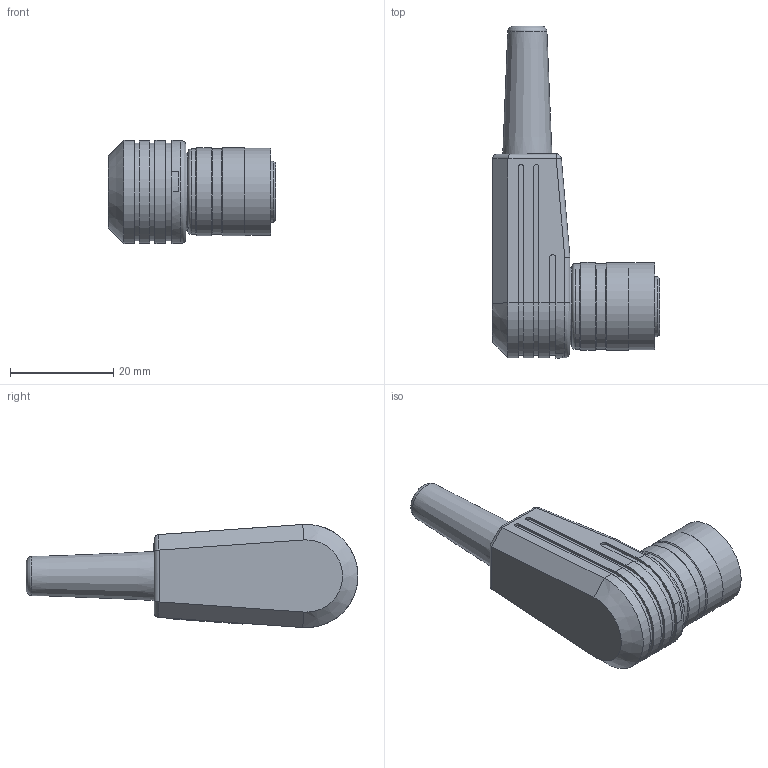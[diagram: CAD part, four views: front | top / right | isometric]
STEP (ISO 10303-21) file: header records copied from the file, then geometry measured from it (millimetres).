
FILE_DESCRIPTION(/* description */ (''),/* implementation_level */ '2;1');
FILE_NAME(/* name */ 't 3476 005 unxc001-01.stp',/* time_stamp */ '2019-07-08T17:30:01+02:00',/* author */ (''),/* organization */ (''),/* preprocessor_version */ 'ST-DEVELOPER v16.7',/* originating_system */ 'SIEMENS PLM Software NX 12.0',/* authorisation */ '');
FILE_SCHEMA (('AUTOMOTIVE_DESIGN { 1 0 10303 214 3 1 1 1 }'));
Length unit declared in the file: millimetre
Products named in the file (1): t 3476 005 unxc001-01
Bounding box: 32.35 x 64.3 x 19.95 mm (x, y, z)
Volume: 14033.2 mm3; surface area: 5520.6 mm2
Topology: 1 solids, 1 shells, 272 faces, 707 edges, 459 vertices
Faces by surface type: plane 172, cylinder 63, cone 20, bspline 9, extrusion 8
Full cylindrical faces by diameter (mm): 3 x1, 5 x1, 14.2 x1, 14.9 x1, 15 x1, 16.6 x2, 16.9 x1, 17 x2
Entity records: 9401 total; most frequent: CARTESIAN_POINT 2510, ORIENTED_EDGE 1344, DIRECTION 1266, EDGE_CURVE 672, VERTEX_POINT 449, VECTOR 436, LINE 428, AXIS2_PLACEMENT_3D 415
